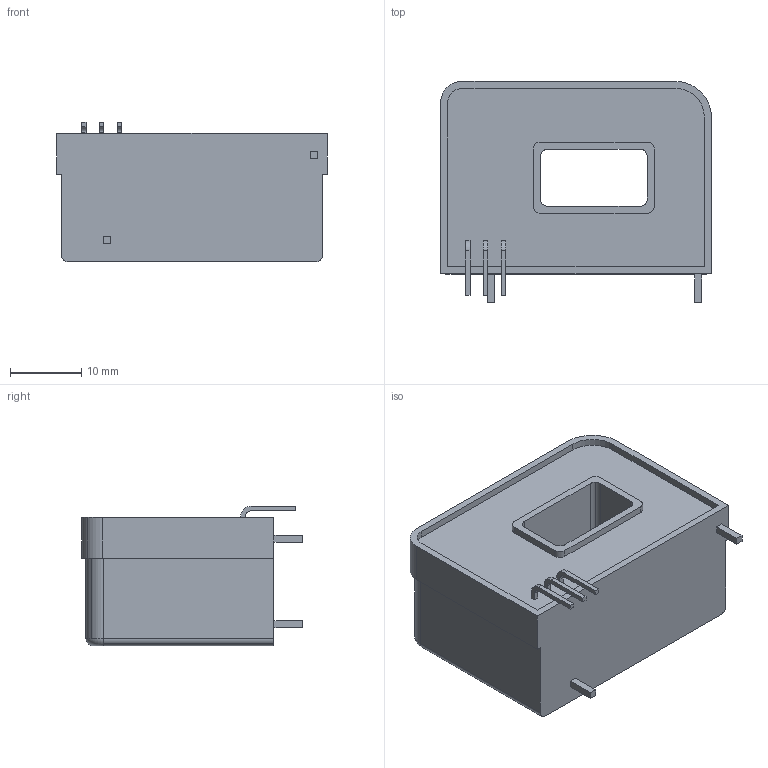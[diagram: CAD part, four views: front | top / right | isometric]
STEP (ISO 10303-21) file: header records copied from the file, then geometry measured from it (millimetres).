
FILE_DESCRIPTION((''),'2;1');
FILE_NAME('Tamura Current Sensor.stp','2005-12-29T14:40:25',('Owner'),(''),'Autodesk Inventor (R) 6.0','Autodesk Inventor (R) 6.0','');
FILE_SCHEMA(('AUTOMOTIVE_DESIGN { 1 0 10303 214 1 1 1 1 }'));
Length unit declared in the file: millimetre
Products named in the file (1): Tamura Current Sensor
Bounding box: 38 x 31 x 19.57 mm (x, y, z)
Volume: 14781.8 mm3; surface area: 5052.3 mm2
Topology: 1 solids, 1 shells, 103 faces, 270 edges, 176 vertices
Faces by surface type: plane 55, cylinder 42, torus 6
Entity records: 3205 total; most frequent: DIRECTION 568, CARTESIAN_POINT 550, ORIENTED_EDGE 540, EDGE_CURVE 270, AXIS2_PLACEMENT_3D 194, VECTOR 180, LINE 180, VERTEX_POINT 176
